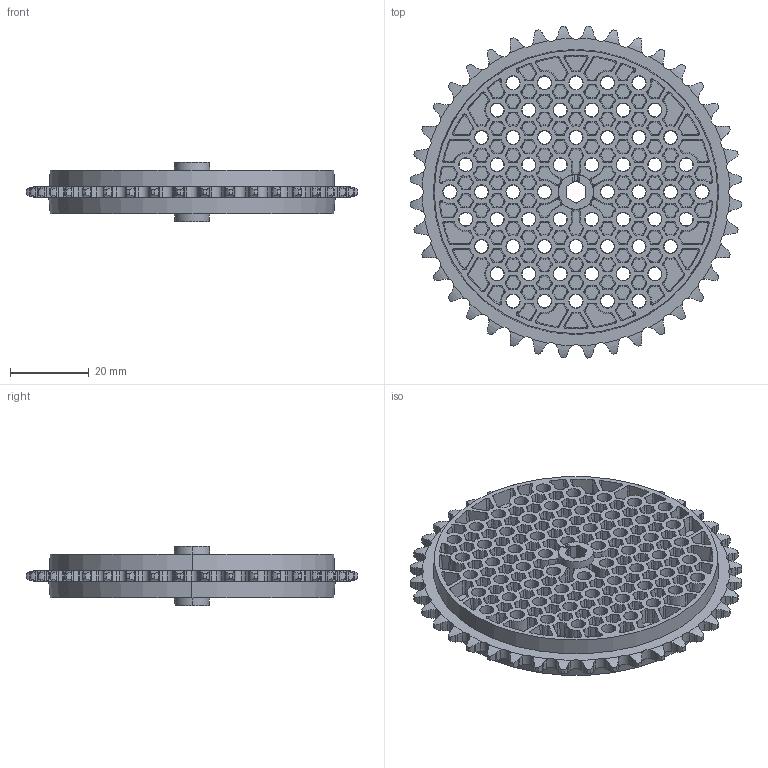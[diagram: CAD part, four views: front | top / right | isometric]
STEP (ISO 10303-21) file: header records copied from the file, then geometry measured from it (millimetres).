
FILE_DESCRIPTION (( 'STEP AP203' ), '1' );
FILE_NAME ('REV-41-1343_Default.step', '2016-09-04T21:49:16', ( '' ), ( '' ), 'SwSTEP 2.0', 'SolidWorks 2015', '' );
FILE_SCHEMA (( 'CONFIG_CONTROL_DESIGN' ));
Length unit declared in the file: inch
Products named in the file (1): REV-41-1343_Default
Bounding box: 84.29 x 84.29 x 15 mm (x, y, z)
Volume: 29843 mm3; surface area: 31019.4 mm2
Topology: 1 solids, 1 shells, 3765 faces, 10479 edges, 6946 vertices
Faces by surface type: bspline 1472, plane 1046, cone 964, cylinder 283
Entity records: 161898 total; most frequent: CARTESIAN_POINT 79959, ORIENTED_EDGE 20958, DIRECTION 10845, EDGE_CURVE 10479, VERTEX_POINT 6946, B_SPLINE_CURVE_WITH_KNOTS 6208, AXIS2_PLACEMENT_3D 4330, EDGE_LOOP 4117
